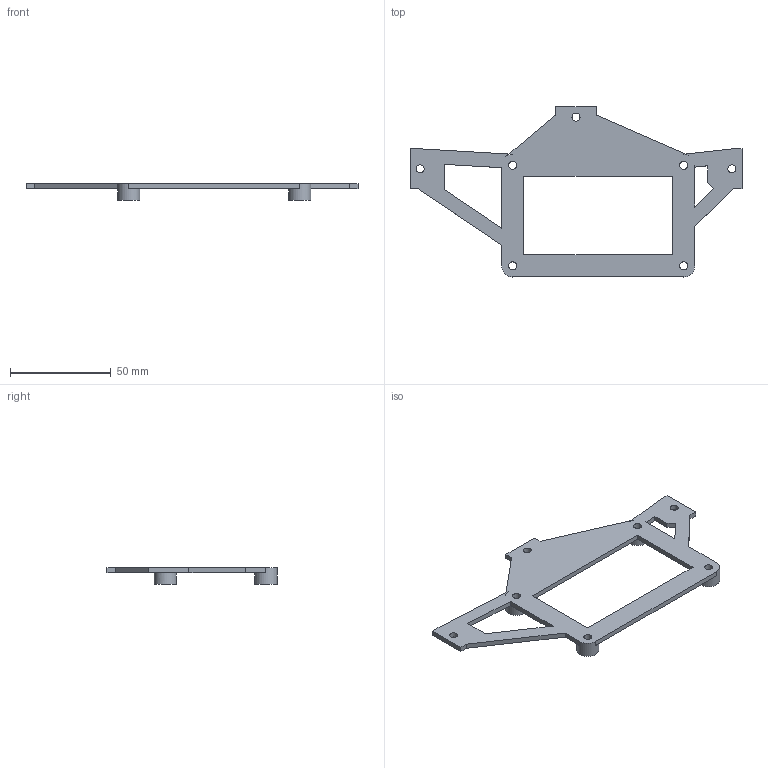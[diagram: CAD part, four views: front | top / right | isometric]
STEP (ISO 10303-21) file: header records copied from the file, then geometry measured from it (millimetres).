
FILE_DESCRIPTION(/* description */ (''),/* implementation_level */ '2;1');
FILE_NAME(/* name */ 'OrangePI4LTS Attach.step',/* time_stamp */ '2022-12-25T17:04:02+08:00',/* author */ (''),/* organization */ (''),/* preprocessor_version */ 'ST-DEVELOPER v19.2',/* originating_system */ 'Autodesk Translation Framework v11.17.0.187',/* authorisation */ '');
FILE_SCHEMA (('AUTOMOTIVE_DESIGN { 1 0 10303 214 3 1 1 }'));
Length unit declared in the file: millimetre
Products named in the file (1): OrangePI4LTS Attach
Bounding box: 165 x 84.49 x 8 mm (x, y, z)
Volume: 15184.7 mm3; surface area: 14051.6 mm2
Topology: 1 solids, 1 shells, 55 faces, 161 edges, 101 vertices
Faces by surface type: plane 44, cylinder 11
Full cylindrical faces by diameter (mm): 4 x7, 11 x4
Entity records: 1879 total; most frequent: ORIENTED_EDGE 322, CARTESIAN_POINT 318, DIRECTION 304, EDGE_CURVE 161, LINE 130, VECTOR 130, VERTEX_POINT 101, AXIS2_PLACEMENT_3D 87
